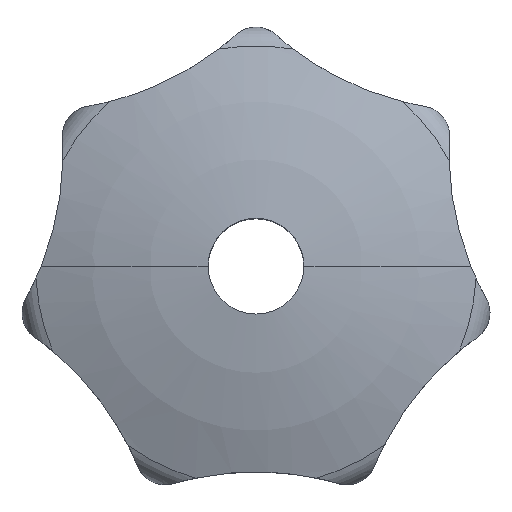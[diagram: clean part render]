
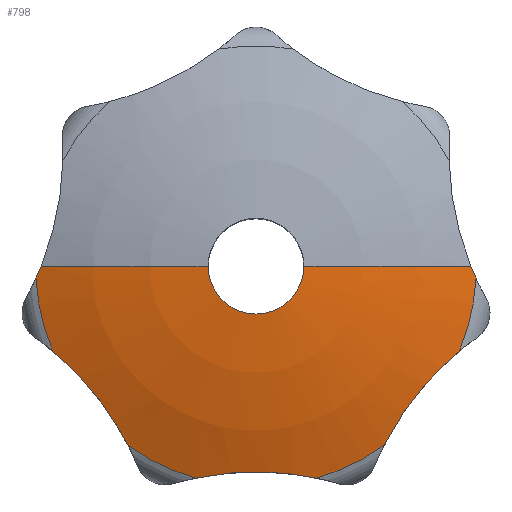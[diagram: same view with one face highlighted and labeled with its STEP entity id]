
A CAD part, top view. The second image highlights one B-rep face of the part: STEP entity #798.
In plain terms, the highlighted spherical face has radius 100 mm.
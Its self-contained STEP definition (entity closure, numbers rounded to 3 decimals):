
#318=EDGE_CURVE('',#662,#330,#883,.T.);
#330=VERTEX_POINT('',#895);
#340=VERTEX_POINT('',#905);
#416=EDGE_CURVE('',#494,#482,#987,.T.);
#476=EDGE_CURVE('',#656,#494,#1051,.T.);
#482=VERTEX_POINT('',#1057);
#494=VERTEX_POINT('',#1070);
#506=VERTEX_POINT('',#1083);
#522=EDGE_CURVE('',#506,#662,#1100,.T.);
#540=VERTEX_POINT('',#1119);
#548=VERTEX_POINT('',#1127);
#550=EDGE_CURVE('',#548,#540,#1129,.T.);
#554=EDGE_CURVE('',#680,#340,#1133,.T.);
#558=VERTEX_POINT('',#1138);
#616=EDGE_CURVE('',#482,#558,#1200,.T.);
#656=VERTEX_POINT('',#1241);
#662=VERTEX_POINT('',#1247);
#680=VERTEX_POINT('',#1268);
#744=EDGE_CURVE('',#506,#818,#1336,.T.);
#760=EDGE_CURVE('',#330,#656,#1354,.T.);
#798=ADVANCED_FACE('',(#1401),#1402,.T.);
#818=VERTEX_POINT('',#1424);
#834=EDGE_CURVE('',#558,#680,#1445,.T.);
#840=EDGE_CURVE('',#340,#540,#1452,.T.);
#842=EDGE_CURVE('',#548,#818,#1454,.T.);
#883=CIRCLE('',#1523,36.842);
#895=CARTESIAN_POINT('',(-34.001,-14.186,42.966));
#905=CARTESIAN_POINT('',(36.789,-1.971,42.966));
#987=B_SPLINE_CURVE_WITH_KNOTS('',3,(#1726,#1727,#1728,#1729,#1730,#1731,#1732,#1733,#1734,#1735,#1736,#1737,#1738,#1739),.UNSPECIFIED.,.F.,.F.,(4,2,2,2,2,2,4),(70.315,72.596,76.421,80.245,84.07,87.895,90.176),.UNSPECIFIED.);
#1051=CIRCLE('',#1862,36.842);
#1057=CARTESIAN_POINT('',(10.108,-35.428,42.966));
#1070=CARTESIAN_POINT('',(-10.108,-35.428,42.966));
#1083=CARTESIAN_POINT('',(-35.941,0.,43.318));
#1100=B_SPLINE_CURVE_WITH_KNOTS('',3,(#1967,#1968,#1969,#1970,#1971,#1972,#1973,#1974,#1975,#1976,#1977,#1978,#1979,#1980),.UNSPECIFIED.,.F.,.F.,(4,2,2,2,2,2,4),(70.315,72.596,76.421,80.245,84.07,87.895,90.176),.UNSPECIFIED.);
#1119=CARTESIAN_POINT('',(35.941,0.,43.318));
#1127=CARTESIAN_POINT('',(8.0,0.,49.679));
#1129=CIRCLE('',#2047,100.0);
#1133=CIRCLE('',#2060,36.842);
#1138=CARTESIAN_POINT('',(21.397,-29.992,42.966));
#1200=CIRCLE('',#2218,36.842);
#1241=CARTESIAN_POINT('',(-21.397,-29.992,42.966));
#1247=CARTESIAN_POINT('',(-36.789,-1.971,42.966));
#1268=CARTESIAN_POINT('',(34.001,-14.186,42.966));
#1336=CIRCLE('',#2500,100.0);
#1354=B_SPLINE_CURVE_WITH_KNOTS('',3,(#2529,#2530,#2531,#2532,#2533,#2534,#2535,#2536,#2537,#2538,#2539,#2540,#2541,#2542),.UNSPECIFIED.,.F.,.F.,(4,2,2,2,2,2,4),(70.315,72.596,76.421,80.245,84.07,87.895,90.176),.UNSPECIFIED.);
#1401=FACE_OUTER_BOUND('',#2615,.T.);
#1402=SPHERICAL_SURFACE('',#2616,100.0);
#1424=CARTESIAN_POINT('',(-8.0,0.,49.679));
#1445=B_SPLINE_CURVE_WITH_KNOTS('',3,(#2682,#2683,#2684,#2685,#2686,#2687,#2688,#2689,#2690,#2691,#2692,#2693,#2694,#2695),.UNSPECIFIED.,.F.,.F.,(4,2,2,2,2,2,4),(70.315,72.596,76.421,80.245,84.07,87.895,90.176),.UNSPECIFIED.);
#1452=B_SPLINE_CURVE_WITH_KNOTS('',3,(#2709,#2710,#2711,#2712,#2713,#2714,#2715,#2716,#2717,#2718,#2719,#2720,#2721,#2722),.UNSPECIFIED.,.F.,.F.,(4,2,2,2,2,2,4),(70.315,72.596,76.421,80.245,84.07,87.895,90.176),.UNSPECIFIED.);
#1454=CIRCLE('',#2725,8.0);
#1523=AXIS2_PLACEMENT_3D('',#2746,#2747,#2748);
#1726=CARTESIAN_POINT('',(-10.108,-35.428,42.966));
#1727=CARTESIAN_POINT('',(-9.337,-35.269,43.11));
#1728=CARTESIAN_POINT('',(-8.561,-35.128,43.238));
#1729=CARTESIAN_POINT('',(-6.481,-34.8,43.535));
#1730=CARTESIAN_POINT('',(-5.172,-34.647,43.673));
#1731=CARTESIAN_POINT('',(-2.569,-34.445,43.854));
#1732=CARTESIAN_POINT('',(-1.275,-34.396,43.898));
#1733=CARTESIAN_POINT('',(1.275,-34.396,43.898));
#1734=CARTESIAN_POINT('',(2.569,-34.445,43.854));
#1735=CARTESIAN_POINT('',(5.172,-34.647,43.673));
#1736=CARTESIAN_POINT('',(6.481,-34.8,43.535));
#1737=CARTESIAN_POINT('',(8.561,-35.128,43.238));
#1738=CARTESIAN_POINT('',(9.337,-35.269,43.11));
#1739=CARTESIAN_POINT('',(10.108,-35.428,42.966));
#1862=AXIS2_PLACEMENT_3D('',#2893,#2894,#2895);
#1967=CARTESIAN_POINT('',(-32.291,17.738,42.966));
#1968=CARTESIAN_POINT('',(-32.307,16.951,43.11));
#1969=CARTESIAN_POINT('',(-32.342,16.164,43.238));
#1970=CARTESIAN_POINT('',(-32.485,14.062,43.535));
#1971=CARTESIAN_POINT('',(-32.627,12.752,43.673));
#1972=CARTESIAN_POINT('',(-33.01,10.17,43.854));
#1973=CARTESIAN_POINT('',(-33.25,8.897,43.898));
#1974=CARTESIAN_POINT('',(-33.817,6.411,43.898));
#1975=CARTESIAN_POINT('',(-34.153,5.16,43.854));
#1976=CARTESIAN_POINT('',(-34.929,2.667,43.673));
#1977=CARTESIAN_POINT('',(-35.37,1.425,43.535));
#1978=CARTESIAN_POINT('',(-36.152,-0.53,43.238));
#1979=CARTESIAN_POINT('',(-36.462,-1.255,43.11));
#1980=CARTESIAN_POINT('',(-36.789,-1.971,42.966));
#2047=AXIS2_PLACEMENT_3D('',#2959,#2960,#2961);
#2060=AXIS2_PLACEMENT_3D('',#2962,#2963,#2964);
#2218=AXIS2_PLACEMENT_3D('',#3020,#3021,#3022);
#2500=AXIS2_PLACEMENT_3D('',#3136,#3137,#3138);
#2529=CARTESIAN_POINT('',(-34.001,-14.186,42.966));
#2530=CARTESIAN_POINT('',(-33.396,-14.69,43.11));
#2531=CARTESIAN_POINT('',(-32.802,-15.208,43.238));
#2532=CARTESIAN_POINT('',(-31.249,-16.631,43.535));
#2533=CARTESIAN_POINT('',(-30.313,-17.558,43.673));
#2534=CARTESIAN_POINT('',(-28.532,-19.467,43.854));
#2535=CARTESIAN_POINT('',(-27.687,-20.449,43.898));
#2536=CARTESIAN_POINT('',(-26.097,-22.442,43.898));
#2537=CARTESIAN_POINT('',(-25.328,-23.485,43.854));
#2538=CARTESIAN_POINT('',(-23.863,-25.646,43.673));
#2539=CARTESIAN_POINT('',(-23.167,-26.764,43.535));
#2540=CARTESIAN_POINT('',(-22.126,-28.596,43.238));
#2541=CARTESIAN_POINT('',(-21.753,-29.29,43.11));
#2542=CARTESIAN_POINT('',(-21.397,-29.992,42.966));
#2615=EDGE_LOOP('',(#3239,#3240,#3241,#3242,#3243,#3244,#3245,#3246,#3247,#3248,#3249,#3250));
#2616=AXIS2_PLACEMENT_3D('',#3251,#3252,#3253);
#2682=CARTESIAN_POINT('',(21.397,-29.992,42.966));
#2683=CARTESIAN_POINT('',(21.753,-29.29,43.11));
#2684=CARTESIAN_POINT('',(22.126,-28.596,43.238));
#2685=CARTESIAN_POINT('',(23.167,-26.764,43.535));
#2686=CARTESIAN_POINT('',(23.863,-25.646,43.673));
#2687=CARTESIAN_POINT('',(25.328,-23.485,43.854));
#2688=CARTESIAN_POINT('',(26.097,-22.442,43.898));
#2689=CARTESIAN_POINT('',(27.687,-20.449,43.898));
#2690=CARTESIAN_POINT('',(28.532,-19.467,43.854));
#2691=CARTESIAN_POINT('',(30.313,-17.558,43.673));
#2692=CARTESIAN_POINT('',(31.249,-16.631,43.535));
#2693=CARTESIAN_POINT('',(32.802,-15.208,43.238));
#2694=CARTESIAN_POINT('',(33.396,-14.69,43.11));
#2695=CARTESIAN_POINT('',(34.001,-14.186,42.966));
#2709=CARTESIAN_POINT('',(36.789,-1.971,42.966));
#2710=CARTESIAN_POINT('',(36.462,-1.255,43.11));
#2711=CARTESIAN_POINT('',(36.152,-0.53,43.238));
#2712=CARTESIAN_POINT('',(35.37,1.425,43.535));
#2713=CARTESIAN_POINT('',(34.929,2.667,43.673));
#2714=CARTESIAN_POINT('',(34.153,5.16,43.854));
#2715=CARTESIAN_POINT('',(33.817,6.411,43.898));
#2716=CARTESIAN_POINT('',(33.25,8.897,43.898));
#2717=CARTESIAN_POINT('',(33.01,10.17,43.854));
#2718=CARTESIAN_POINT('',(32.627,12.752,43.673));
#2719=CARTESIAN_POINT('',(32.485,14.062,43.535));
#2720=CARTESIAN_POINT('',(32.342,16.164,43.238));
#2721=CARTESIAN_POINT('',(32.307,16.951,43.11));
#2722=CARTESIAN_POINT('',(32.291,17.738,42.966));
#2725=AXIS2_PLACEMENT_3D('',#3330,#3331,#3332);
#2746=CARTESIAN_POINT('',(0.,0.,42.966));
#2747=DIRECTION('',(0.,0.,1.0));
#2748=DIRECTION('',(1.0,0.,0.));
#2893=CARTESIAN_POINT('',(0.,0.,42.966));
#2894=DIRECTION('',(0.,0.,1.0));
#2895=DIRECTION('',(1.0,0.,0.));
#2959=CARTESIAN_POINT('',(0.,0.,-50.));
#2960=DIRECTION('',(0.,1.0,0.));
#2961=DIRECTION('',(0.0,0.,-1.0));
#2962=CARTESIAN_POINT('',(0.,0.,42.966));
#2963=DIRECTION('',(0.,0.,1.0));
#2964=DIRECTION('',(1.0,0.,0.));
#3020=CARTESIAN_POINT('',(0.,0.,42.966));
#3021=DIRECTION('',(0.,0.,1.0));
#3022=DIRECTION('',(1.0,0.,0.));
#3136=CARTESIAN_POINT('',(0.,0.,-50.));
#3137=DIRECTION('',(0.,1.0,0.));
#3138=DIRECTION('',(0.0,0.,-1.0));
#3239=ORIENTED_EDGE('',*,*,#550,.F.);
#3240=ORIENTED_EDGE('',*,*,#842,.T.);
#3241=ORIENTED_EDGE('',*,*,#744,.F.);
#3242=ORIENTED_EDGE('',*,*,#522,.T.);
#3243=ORIENTED_EDGE('',*,*,#318,.T.);
#3244=ORIENTED_EDGE('',*,*,#760,.T.);
#3245=ORIENTED_EDGE('',*,*,#476,.T.);
#3246=ORIENTED_EDGE('',*,*,#416,.T.);
#3247=ORIENTED_EDGE('',*,*,#616,.T.);
#3248=ORIENTED_EDGE('',*,*,#834,.T.);
#3249=ORIENTED_EDGE('',*,*,#554,.T.);
#3250=ORIENTED_EDGE('',*,*,#840,.T.);
#3251=CARTESIAN_POINT('',(0.,0.,-50.));
#3252=DIRECTION('',(0.,0.,1.0));
#3253=DIRECTION('',(-1.0,0.,0.0));
#3330=CARTESIAN_POINT('',(0.0,0.,49.679));
#3331=DIRECTION('',(0.0,0.,-1.0));
#3332=DIRECTION('',(1.0,0.0,0.0));
